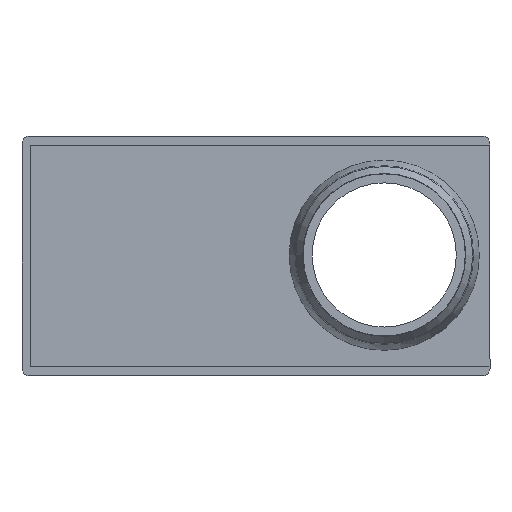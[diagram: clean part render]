
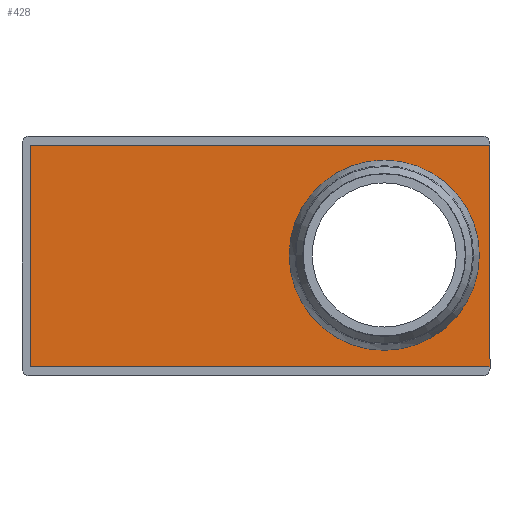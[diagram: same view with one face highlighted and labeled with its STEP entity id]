
A CAD part, top view. The second image highlights one B-rep face of the part: STEP entity #428.
In plain terms, the highlighted planar face has unit normal (0, 0, 1).
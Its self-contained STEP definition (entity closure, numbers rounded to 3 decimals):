
#17=FACE_BOUND('',#80,.T.);
#30=PLANE('',#487);
#52=FACE_OUTER_BOUND('',#79,.T.);
#79=EDGE_LOOP('',(#356,#357,#358,#359));
#80=EDGE_LOOP('',(#360));
#95=LINE('',#669,#131);
#99=LINE('',#677,#135);
#102=LINE('',#683,#138);
#114=LINE('',#728,#150);
#131=VECTOR('',#539,10.);
#135=VECTOR('',#545,10.);
#138=VECTOR('',#550,10.);
#150=VECTOR('',#598,10.);
#163=CIRCLE('',#453,12.699);
#187=VERTEX_POINT('',#639);
#196=VERTEX_POINT('',#667);
#197=VERTEX_POINT('',#668);
#200=VERTEX_POINT('',#676);
#202=VERTEX_POINT('',#682);
#226=EDGE_CURVE('',#187,#187,#163,.T.);
#240=EDGE_CURVE('',#196,#197,#95,.T.);
#244=EDGE_CURVE('',#197,#200,#99,.T.);
#247=EDGE_CURVE('',#200,#202,#102,.T.);
#269=EDGE_CURVE('',#196,#202,#114,.T.);
#356=ORIENTED_EDGE('',*,*,#247,.T.);
#357=ORIENTED_EDGE('',*,*,#269,.F.);
#358=ORIENTED_EDGE('',*,*,#240,.T.);
#359=ORIENTED_EDGE('',*,*,#244,.T.);
#360=ORIENTED_EDGE('',*,*,#226,.T.);
#428=ADVANCED_FACE('',(#52,#17),#30,.T.);
#453=AXIS2_PLACEMENT_3D('',#640,#505,#506);
#487=AXIS2_PLACEMENT_3D('',#727,#596,#597);
#505=DIRECTION('center_axis',(0.,0.,
-1.));
#506=DIRECTION('ref_axis',(1.,0.,0.));
#539=DIRECTION('',(-1.,0.,0.));
#545=DIRECTION('',(0.,-1.,0.));
#550=DIRECTION('',(1.,0.,0.));
#596=DIRECTION('center_axis',(0.,0.,
1.));
#597=DIRECTION('ref_axis',(-1.,0.,0.));
#598=DIRECTION('',(0.,-1.,0.));
#639=CARTESIAN_POINT('',(32.69,48.1,3.));
#640=CARTESIAN_POINT('Origin',(45.389,48.1,3.));
#667=CARTESIAN_POINT('',(59.512,62.8,3.));
#668=CARTESIAN_POINT('',(-1.788,62.8,3.));
#669=CARTESIAN_POINT('',(12.862,62.8,3.));
#676=CARTESIAN_POINT('',(-1.788,33.2,3.));
#677=CARTESIAN_POINT('',(-1.788,40.6,3.));
#682=CARTESIAN_POINT('',(59.512,33.2,3.));
#683=CARTESIAN_POINT('',(43.512,33.2,3.));
#727=CARTESIAN_POINT('Origin',(27.512,48.,3.));
#728=CARTESIAN_POINT('',(59.512,40.5,3.));
